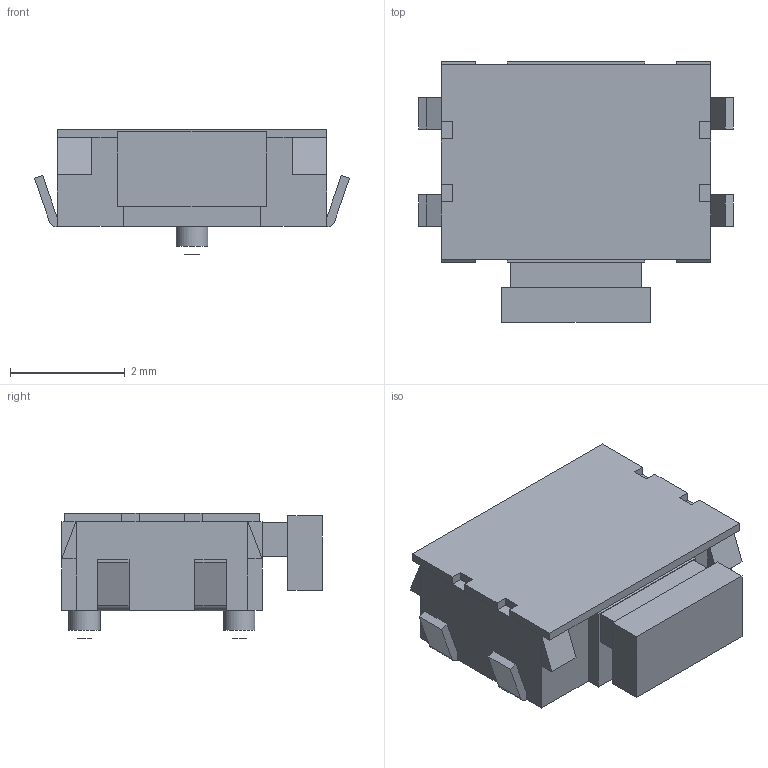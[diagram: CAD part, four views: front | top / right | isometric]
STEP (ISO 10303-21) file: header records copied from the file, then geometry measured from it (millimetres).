
FILE_DESCRIPTION(('FreeCAD Model'),'2;1');
FILE_NAME('THAU13.step', '2021-04-15T22:42:13',('Author'),(''), 'Open CASCADE STEP processor 7.3','FreeCAD','Unknown');
FILE_SCHEMA(('AUTOMOTIVE_DESIGN { 1 0 10303 214 1 1 1 1 }'));
Length unit declared in the file: millimetre
Products named in the file (1): THAU13
Bounding box: 5.5 x 4.55 x 2.2 mm (x, y, z)
Volume: 29.6 mm3; surface area: 80.3 mm2
Topology: 1 solids, 1 shells, 108 faces, 276 edges, 174 vertices
Faces by surface type: plane 100, cylinder 6, revolution 2
Full cylindrical faces by diameter (mm): 0.55 x2
Entity records: 3961 total; most frequent: CARTESIAN_POINT 573, ORIENTED_EDGE 552, DIRECTION 508, EDGE_CURVE 276, LINE 260, VECTOR 260, VERTEX_POINT 174, AXIS2_PLACEMENT_3D 123
